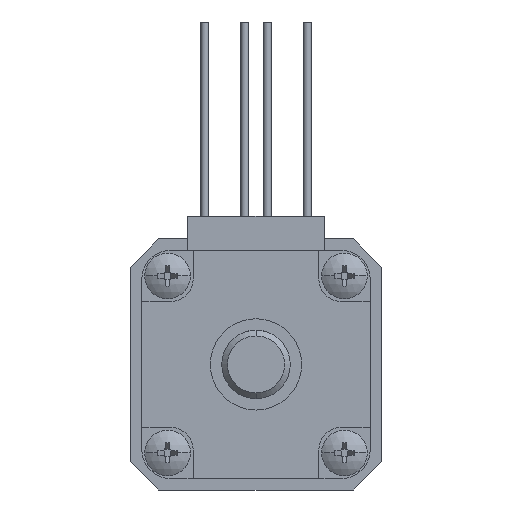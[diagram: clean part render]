
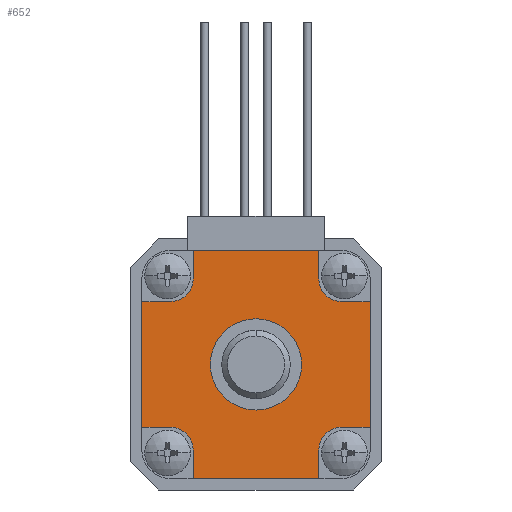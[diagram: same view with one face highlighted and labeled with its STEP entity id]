
A CAD part, front view. The second image highlights one B-rep face of the part: STEP entity #652.
In plain terms, the highlighted planar face has unit normal (0, -1, 0).
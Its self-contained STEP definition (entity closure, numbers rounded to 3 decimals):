
#39 = CARTESIAN_POINT ( 'NONE',  ( -10., 0., -5.5 ) ) ;
#43 = EDGE_CURVE ( 'NONE', #5703, #3902, #16004, .T. ) ;
#143 = AXIS2_PLACEMENT_3D ( 'NONE', #572, #8248, #14026 ) ;
#514 = AXIS2_PLACEMENT_3D ( 'NONE', #4528, #13631, #7575 ) ;
#572 = CARTESIAN_POINT ( 'NONE',  ( -7.5, 0., 7.5 ) ) ;
#627 = ORIENTED_EDGE ( 'NONE', *, *, #2981, .F. ) ;
#633 = CARTESIAN_POINT ( 'NONE',  ( -7.5, 0., -5.5 ) ) ;
#652 = ADVANCED_FACE ( 'NONE', ( #8467, #15401 ), #3651, .F. ) ;
#949 = CARTESIAN_POINT ( 'NONE',  ( -7.5, 0., -10. ) ) ;
#950 = EDGE_CURVE ( 'NONE', #12843, #9807, #10625, .T. ) ;
#1180 = ORIENTED_EDGE ( 'NONE', *, *, #5790, .T. ) ;
#1299 = LINE ( 'NONE', #11658, #11679 ) ;
#1310 = LINE ( 'NONE', #16806, #10105 ) ;
#1381 = CARTESIAN_POINT ( 'NONE',  ( 0., 0., -4. ) ) ;
#1445 = ORIENTED_EDGE ( 'NONE', *, *, #9786, .T. ) ;
#1491 = VERTEX_POINT ( 'NONE', #10211 ) ;
#1505 = EDGE_CURVE ( 'NONE', #3902, #5785, #1310, .T. ) ;
#1530 = DIRECTION ( 'NONE',  ( 0., 0., 1. ) ) ;
#1609 = VECTOR ( 'NONE', #2771, 1000. ) ;
#1652 = ORIENTED_EDGE ( 'NONE', *, *, #7128, .T. ) ;
#1839 = AXIS2_PLACEMENT_3D ( 'NONE', #8017, #8195, #1530 ) ;
#1991 = VERTEX_POINT ( 'NONE', #1381 ) ;
#2058 = VECTOR ( 'NONE', #12691, 1000. ) ;
#2179 = LINE ( 'NONE', #11170, #5945 ) ;
#2183 = CIRCLE ( 'NONE', #11752, 2. ) ;
#2255 = CARTESIAN_POINT ( 'NONE',  ( -10., 0., 5.5 ) ) ;
#2336 = DIRECTION ( 'NONE',  ( 0., 1., 0. ) ) ;
#2438 = ORIENTED_EDGE ( 'NONE', *, *, #1505, .T. ) ;
#2587 = CARTESIAN_POINT ( 'NONE',  ( 7.5, 0., 5.5 ) ) ;
#2665 = CIRCLE ( 'NONE', #1839, 4. ) ;
#2771 = DIRECTION ( 'NONE',  ( 0., 0., 1. ) ) ;
#2801 = DIRECTION ( 'NONE',  ( 0., 0., 1. ) ) ;
#2847 = LINE ( 'NONE', #14676, #1609 ) ;
#2981 = EDGE_CURVE ( 'NONE', #9523, #10372, #4802, .T. ) ;
#3184 = CARTESIAN_POINT ( 'NONE',  ( 5.5, 0., -7.5 ) ) ;
#3580 = CARTESIAN_POINT ( 'NONE',  ( -7.5, 0., 5.5 ) ) ;
#3651 = PLANE ( 'NONE',  #514 ) ;
#3718 = LINE ( 'NONE', #6287, #15813 ) ;
#3829 = CARTESIAN_POINT ( 'NONE',  ( 10., 0., 5.5 ) ) ;
#3877 = EDGE_CURVE ( 'NONE', #4170, #8264, #13094, .T. ) ;
#3886 = VERTEX_POINT ( 'NONE', #13107 ) ;
#3902 = VERTEX_POINT ( 'NONE', #3580 ) ;
#3942 = EDGE_CURVE ( 'NONE', #9523, #12950, #5822, .T. ) ;
#4150 = VERTEX_POINT ( 'NONE', #7291 ) ;
#4170 = VERTEX_POINT ( 'NONE', #16390 ) ;
#4334 = AXIS2_PLACEMENT_3D ( 'NONE', #10073, #11204, #7423 ) ;
#4363 = ORIENTED_EDGE ( 'NONE', *, *, #3877, .T. ) ;
#4528 = CARTESIAN_POINT ( 'NONE',  ( -7.5, 0., 7.5 ) ) ;
#4802 = LINE ( 'NONE', #949, #15315 ) ;
#4971 = VERTEX_POINT ( 'NONE', #5108 ) ;
#5108 = CARTESIAN_POINT ( 'NONE',  ( 7.5, 0., -5.5 ) ) ;
#5244 = DIRECTION ( 'NONE',  ( 0., 1., 0. ) ) ;
#5258 = LINE ( 'NONE', #10483, #14687 ) ;
#5545 = ORIENTED_EDGE ( 'NONE', *, *, #950, .T. ) ;
#5703 = VERTEX_POINT ( 'NONE', #6869 ) ;
#5785 = VERTEX_POINT ( 'NONE', #2255 ) ;
#5790 = EDGE_CURVE ( 'NONE', #4971, #13686, #2179, .T. ) ;
#5822 = LINE ( 'NONE', #3184, #10165 ) ;
#5902 = ORIENTED_EDGE ( 'NONE', *, *, #13458, .T. ) ;
#5945 = VECTOR ( 'NONE', #16723, 1000. ) ;
#6032 = CARTESIAN_POINT ( 'NONE',  ( 5.5, 0., -10. ) ) ;
#6124 = ORIENTED_EDGE ( 'NONE', *, *, #13418, .F. ) ;
#6180 = DIRECTION ( 'NONE',  ( 0., 0., 1. ) ) ;
#6285 = DIRECTION ( 'NONE',  ( 0., 0., 1. ) ) ;
#6287 = CARTESIAN_POINT ( 'NONE',  ( 10., 0., 7.5 ) ) ;
#6528 = DIRECTION ( 'NONE',  ( -1., 0., 0. ) ) ;
#6869 = CARTESIAN_POINT ( 'NONE',  ( -5.5, 0., 7.5 ) ) ;
#6914 = CARTESIAN_POINT ( 'NONE',  ( -5.5, 0., -7.5 ) ) ;
#6997 = DIRECTION ( 'NONE',  ( 0., 0., -1. ) ) ;
#7128 = EDGE_CURVE ( 'NONE', #8264, #4150, #2183, .T. ) ;
#7161 = ORIENTED_EDGE ( 'NONE', *, *, #16744, .F. ) ;
#7291 = CARTESIAN_POINT ( 'NONE',  ( 5.5, 0., 7.5 ) ) ;
#7388 = EDGE_CURVE ( 'NONE', #1491, #5703, #8810, .T. ) ;
#7423 = DIRECTION ( 'NONE',  ( 0., 0., -1. ) ) ;
#7536 = DIRECTION ( 'NONE',  ( 0., 0., 1. ) ) ;
#7573 = ORIENTED_EDGE ( 'NONE', *, *, #7388, .T. ) ;
#7575 = DIRECTION ( 'NONE',  ( 0., 0., 1. ) ) ;
#7977 = DIRECTION ( 'NONE',  ( 0., 1., 0. ) ) ;
#8017 = CARTESIAN_POINT ( 'NONE',  ( 0., 0., 0. ) ) ;
#8082 = CIRCLE ( 'NONE', #12776, 2. ) ;
#8161 = EDGE_CURVE ( 'NONE', #1991, #8188, #14351, .T. ) ;
#8188 = VERTEX_POINT ( 'NONE', #9012 ) ;
#8195 = DIRECTION ( 'NONE',  ( 0., 1., 0. ) ) ;
#8248 = DIRECTION ( 'NONE',  ( 0., 1., 0. ) ) ;
#8264 = VERTEX_POINT ( 'NONE', #2587 ) ;
#8467 = FACE_BOUND ( 'NONE', #13425, .T. ) ;
#8810 = LINE ( 'NONE', #16528, #2058 ) ;
#8868 = DIRECTION ( 'NONE',  ( -1., 0., 0. ) ) ;
#8889 = CARTESIAN_POINT ( 'NONE',  ( -7.5, 0., 10. ) ) ;
#9012 = CARTESIAN_POINT ( 'NONE',  ( 0., 0., 4. ) ) ;
#9317 = ORIENTED_EDGE ( 'NONE', *, *, #10766, .F. ) ;
#9523 = VERTEX_POINT ( 'NONE', #6032 ) ;
#9719 = VERTEX_POINT ( 'NONE', #39 ) ;
#9766 = EDGE_CURVE ( 'NONE', #9719, #12843, #5258, .T. ) ;
#9779 = EDGE_LOOP ( 'NONE', ( #7573, #13583, #2438, #7161, #14001, #5545, #10255, #627, #16785, #1445, #1180, #9317, #4363, #1652, #12916, #6124 ) ) ;
#9786 = EDGE_CURVE ( 'NONE', #12950, #4971, #8082, .T. ) ;
#9807 = VERTEX_POINT ( 'NONE', #15892 ) ;
#10044 = VECTOR ( 'NONE', #13277, 1000. ) ;
#10073 = CARTESIAN_POINT ( 'NONE',  ( -7.5, 0., -7.5 ) ) ;
#10102 = EDGE_CURVE ( 'NONE', #4150, #3886, #1299, .T. ) ;
#10105 = VECTOR ( 'NONE', #6528, 1000. ) ;
#10165 = VECTOR ( 'NONE', #2801, 1000. ) ;
#10187 = LINE ( 'NONE', #8889, #10044 ) ;
#10211 = CARTESIAN_POINT ( 'NONE',  ( -5.5, 0., 10. ) ) ;
#10255 = ORIENTED_EDGE ( 'NONE', *, *, #13428, .T. ) ;
#10372 = VERTEX_POINT ( 'NONE', #11544 ) ;
#10469 = CARTESIAN_POINT ( 'NONE',  ( 7.5, 0., 7.5 ) ) ;
#10483 = CARTESIAN_POINT ( 'NONE',  ( -10., 0., -5.5 ) ) ;
#10625 = CIRCLE ( 'NONE', #4334, 2. ) ;
#10766 = EDGE_CURVE ( 'NONE', #4170, #13686, #3718, .T. ) ;
#11170 = CARTESIAN_POINT ( 'NONE',  ( 10., 0., -5.5 ) ) ;
#11204 = DIRECTION ( 'NONE',  ( 0., 1., 0. ) ) ;
#11544 = CARTESIAN_POINT ( 'NONE',  ( -5.5, 0., -10. ) ) ;
#11658 = CARTESIAN_POINT ( 'NONE',  ( 5.5, 0., 7.5 ) ) ;
#11679 = VECTOR ( 'NONE', #7536, 1000. ) ;
#11752 = AXIS2_PLACEMENT_3D ( 'NONE', #10469, #5244, #15703 ) ;
#12211 = ORIENTED_EDGE ( 'NONE', *, *, #8161, .T. ) ;
#12450 = AXIS2_PLACEMENT_3D ( 'NONE', #15377, #2336, #6180 ) ;
#12453 = DIRECTION ( 'NONE',  ( -1., 0., 0. ) ) ;
#12679 = CARTESIAN_POINT ( 'NONE',  ( 10., 0., -5.5 ) ) ;
#12691 = DIRECTION ( 'NONE',  ( 0., 0., -1. ) ) ;
#12776 = AXIS2_PLACEMENT_3D ( 'NONE', #14533, #7977, #6285 ) ;
#12797 = CARTESIAN_POINT ( 'NONE',  ( 5.5, 0., -7.5 ) ) ;
#12843 = VERTEX_POINT ( 'NONE', #633 ) ;
#12916 = ORIENTED_EDGE ( 'NONE', *, *, #10102, .T. ) ;
#12950 = VERTEX_POINT ( 'NONE', #12797 ) ;
#13094 = LINE ( 'NONE', #3829, #14559 ) ;
#13107 = CARTESIAN_POINT ( 'NONE',  ( 5.5, 0., 10. ) ) ;
#13277 = DIRECTION ( 'NONE',  ( 1., 0., 0. ) ) ;
#13367 = LINE ( 'NONE', #6914, #16351 ) ;
#13418 = EDGE_CURVE ( 'NONE', #1491, #3886, #10187, .T. ) ;
#13425 = EDGE_LOOP ( 'NONE', ( #12211, #5902 ) ) ;
#13428 = EDGE_CURVE ( 'NONE', #9807, #10372, #13367, .T. ) ;
#13458 = EDGE_CURVE ( 'NONE', #8188, #1991, #2665, .T. ) ;
#13583 = ORIENTED_EDGE ( 'NONE', *, *, #43, .T. ) ;
#13631 = DIRECTION ( 'NONE',  ( 0., 1., 0. ) ) ;
#13686 = VERTEX_POINT ( 'NONE', #12679 ) ;
#13770 = DIRECTION ( 'NONE',  ( 0., 0., -1. ) ) ;
#14001 = ORIENTED_EDGE ( 'NONE', *, *, #9766, .T. ) ;
#14026 = DIRECTION ( 'NONE',  ( 0., 0., 1. ) ) ;
#14351 = CIRCLE ( 'NONE', #12450, 4. ) ;
#14533 = CARTESIAN_POINT ( 'NONE',  ( 7.5, 0., -7.5 ) ) ;
#14559 = VECTOR ( 'NONE', #8868, 1000. ) ;
#14676 = CARTESIAN_POINT ( 'NONE',  ( -10., 0., 7.5 ) ) ;
#14687 = VECTOR ( 'NONE', #15718, 1000. ) ;
#15315 = VECTOR ( 'NONE', #12453, 1000. ) ;
#15377 = CARTESIAN_POINT ( 'NONE',  ( 0., 0., 0. ) ) ;
#15401 = FACE_OUTER_BOUND ( 'NONE', #9779, .T. ) ;
#15703 = DIRECTION ( 'NONE',  ( 0., 0., -1. ) ) ;
#15718 = DIRECTION ( 'NONE',  ( 1., 0., 0. ) ) ;
#15813 = VECTOR ( 'NONE', #13770, 1000. ) ;
#15892 = CARTESIAN_POINT ( 'NONE',  ( -5.5, 0., -7.5 ) ) ;
#16004 = CIRCLE ( 'NONE', #143, 2. ) ;
#16351 = VECTOR ( 'NONE', #6997, 1000. ) ;
#16390 = CARTESIAN_POINT ( 'NONE',  ( 10., 0., 5.5 ) ) ;
#16528 = CARTESIAN_POINT ( 'NONE',  ( -5.5, 0., 7.5 ) ) ;
#16723 = DIRECTION ( 'NONE',  ( 1., 0., 0. ) ) ;
#16744 = EDGE_CURVE ( 'NONE', #9719, #5785, #2847, .T. ) ;
#16785 = ORIENTED_EDGE ( 'NONE', *, *, #3942, .T. ) ;
#16806 = CARTESIAN_POINT ( 'NONE',  ( -10., 0., 5.5 ) ) ;
